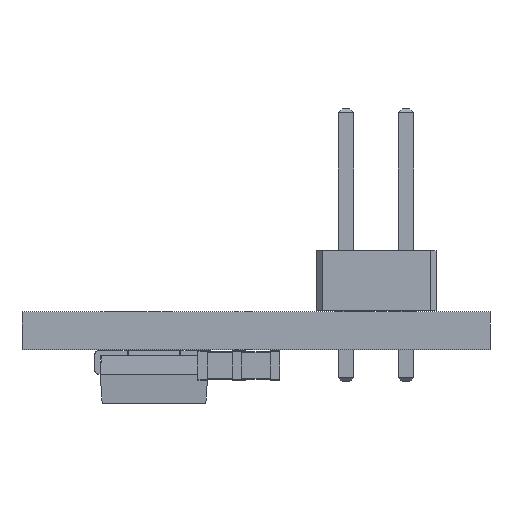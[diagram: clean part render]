
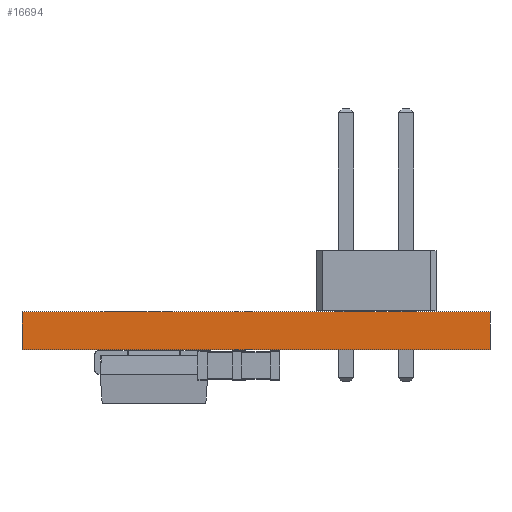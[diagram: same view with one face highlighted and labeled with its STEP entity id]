
A CAD part, front view. The second image highlights one B-rep face of the part: STEP entity #16694.
In plain terms, the highlighted planar face has unit normal (0, -1, 0).
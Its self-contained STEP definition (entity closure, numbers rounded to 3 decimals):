
#15620 = PLANE('',#15621);
#15621 = AXIS2_PLACEMENT_3D('',#15622,#15623,#15624);
#15622 = CARTESIAN_POINT('',(132.334,-101.346,0.));
#15623 = DIRECTION('',(-1.,0.,0.));
#15624 = DIRECTION('',(0.,1.,0.));
#15648 = PLANE('',#15649);
#15649 = AXIS2_PLACEMENT_3D('',#15650,#15651,#15652);
#15650 = CARTESIAN_POINT('',(142.24,-86.36,1.6));
#15651 = DIRECTION('',(-0.,-0.,-1.));
#15652 = DIRECTION('',(-1.,0.,0.));
#15676 = PLANE('',#15677);
#15677 = AXIS2_PLACEMENT_3D('',#15678,#15679,#15680);
#15678 = CARTESIAN_POINT('',(152.146,-71.374,0.));
#15679 = DIRECTION('',(1.,0.,-0.));
#15680 = DIRECTION('',(0.,-1.,0.));
#15702 = PLANE('',#15703);
#15703 = AXIS2_PLACEMENT_3D('',#15704,#15705,#15706);
#15704 = CARTESIAN_POINT('',(142.24,-86.36,0.));
#15705 = DIRECTION('',(-0.,-0.,-1.));
#15706 = DIRECTION('',(-1.,0.,0.));
#15717 = EDGE_CURVE('',#15718,#15720,#15722,.T.);
#15718 = VERTEX_POINT('',#15719);
#15719 = CARTESIAN_POINT('',(132.334,-101.346,0.));
#15720 = VERTEX_POINT('',#15721);
#15721 = CARTESIAN_POINT('',(132.334,-101.346,1.6));
#15722 = SURFACE_CURVE('',#15723,(#15727,#15734),.PCURVE_S1.);
#15723 = LINE('',#15724,#15725);
#15724 = CARTESIAN_POINT('',(132.334,-101.346,0.));
#15725 = VECTOR('',#15726,1.);
#15726 = DIRECTION('',(0.,0.,1.));
#15727 = PCURVE('',#15620,#15728);
#15728 = DEFINITIONAL_REPRESENTATION('',(#15729),#15733);
#15729 = LINE('',#15730,#15731);
#15730 = CARTESIAN_POINT('',(0.,0.));
#15731 = VECTOR('',#15732,1.);
#15732 = DIRECTION('',(0.,-1.));
#15733 = ( GEOMETRIC_REPRESENTATION_CONTEXT(2) 
PARAMETRIC_REPRESENTATION_CONTEXT() REPRESENTATION_CONTEXT('2D SPACE',''
  ) );
#15734 = PCURVE('',#15735,#15740);
#15735 = PLANE('',#15736);
#15736 = AXIS2_PLACEMENT_3D('',#15737,#15738,#15739);
#15737 = CARTESIAN_POINT('',(152.146,-101.346,0.));
#15738 = DIRECTION('',(0.,-1.,0.));
#15739 = DIRECTION('',(-1.,0.,0.));
#15740 = DEFINITIONAL_REPRESENTATION('',(#15741),#15745);
#15741 = LINE('',#15742,#15743);
#15742 = CARTESIAN_POINT('',(19.812,0.));
#15743 = VECTOR('',#15744,1.);
#15744 = DIRECTION('',(0.,-1.));
#15745 = ( GEOMETRIC_REPRESENTATION_CONTEXT(2) 
PARAMETRIC_REPRESENTATION_CONTEXT() REPRESENTATION_CONTEXT('2D SPACE',''
  ) );
#15795 = VERTEX_POINT('',#15796);
#15796 = CARTESIAN_POINT('',(152.146,-101.346,1.6));
#15817 = EDGE_CURVE('',#15818,#15795,#15820,.T.);
#15818 = VERTEX_POINT('',#15819);
#15819 = CARTESIAN_POINT('',(152.146,-101.346,0.));
#15820 = SURFACE_CURVE('',#15821,(#15825,#15832),.PCURVE_S1.);
#15821 = LINE('',#15822,#15823);
#15822 = CARTESIAN_POINT('',(152.146,-101.346,0.));
#15823 = VECTOR('',#15824,1.);
#15824 = DIRECTION('',(0.,0.,1.));
#15825 = PCURVE('',#15676,#15826);
#15826 = DEFINITIONAL_REPRESENTATION('',(#15827),#15831);
#15827 = LINE('',#15828,#15829);
#15828 = CARTESIAN_POINT('',(29.972,0.));
#15829 = VECTOR('',#15830,1.);
#15830 = DIRECTION('',(0.,-1.));
#15831 = ( GEOMETRIC_REPRESENTATION_CONTEXT(2) 
PARAMETRIC_REPRESENTATION_CONTEXT() REPRESENTATION_CONTEXT('2D SPACE',''
  ) );
#15832 = PCURVE('',#15735,#15833);
#15833 = DEFINITIONAL_REPRESENTATION('',(#15834),#15838);
#15834 = LINE('',#15835,#15836);
#15835 = CARTESIAN_POINT('',(0.,-0.));
#15836 = VECTOR('',#15837,1.);
#15837 = DIRECTION('',(0.,-1.));
#15838 = ( GEOMETRIC_REPRESENTATION_CONTEXT(2) 
PARAMETRIC_REPRESENTATION_CONTEXT() REPRESENTATION_CONTEXT('2D SPACE',''
  ) );
#15866 = EDGE_CURVE('',#15818,#15718,#15867,.T.);
#15867 = SURFACE_CURVE('',#15868,(#15872,#15879),.PCURVE_S1.);
#15868 = LINE('',#15869,#15870);
#15869 = CARTESIAN_POINT('',(152.146,-101.346,0.));
#15870 = VECTOR('',#15871,1.);
#15871 = DIRECTION('',(-1.,0.,0.));
#15872 = PCURVE('',#15702,#15873);
#15873 = DEFINITIONAL_REPRESENTATION('',(#15874),#15878);
#15874 = LINE('',#15875,#15876);
#15875 = CARTESIAN_POINT('',(-9.906,-14.986));
#15876 = VECTOR('',#15877,1.);
#15877 = DIRECTION('',(1.,0.));
#15878 = ( GEOMETRIC_REPRESENTATION_CONTEXT(2) 
PARAMETRIC_REPRESENTATION_CONTEXT() REPRESENTATION_CONTEXT('2D SPACE',''
  ) );
#15879 = PCURVE('',#15735,#15880);
#15880 = DEFINITIONAL_REPRESENTATION('',(#15881),#15885);
#15881 = LINE('',#15882,#15883);
#15882 = CARTESIAN_POINT('',(0.,-0.));
#15883 = VECTOR('',#15884,1.);
#15884 = DIRECTION('',(1.,0.));
#15885 = ( GEOMETRIC_REPRESENTATION_CONTEXT(2) 
PARAMETRIC_REPRESENTATION_CONTEXT() REPRESENTATION_CONTEXT('2D SPACE',''
  ) );
#16313 = EDGE_CURVE('',#15795,#15720,#16314,.T.);
#16314 = SURFACE_CURVE('',#16315,(#16319,#16326),.PCURVE_S1.);
#16315 = LINE('',#16316,#16317);
#16316 = CARTESIAN_POINT('',(152.146,-101.346,1.6));
#16317 = VECTOR('',#16318,1.);
#16318 = DIRECTION('',(-1.,0.,0.));
#16319 = PCURVE('',#15648,#16320);
#16320 = DEFINITIONAL_REPRESENTATION('',(#16321),#16325);
#16321 = LINE('',#16322,#16323);
#16322 = CARTESIAN_POINT('',(-9.906,-14.986));
#16323 = VECTOR('',#16324,1.);
#16324 = DIRECTION('',(1.,0.));
#16325 = ( GEOMETRIC_REPRESENTATION_CONTEXT(2) 
PARAMETRIC_REPRESENTATION_CONTEXT() REPRESENTATION_CONTEXT('2D SPACE',''
  ) );
#16326 = PCURVE('',#15735,#16327);
#16327 = DEFINITIONAL_REPRESENTATION('',(#16328),#16332);
#16328 = LINE('',#16329,#16330);
#16329 = CARTESIAN_POINT('',(0.,-1.6));
#16330 = VECTOR('',#16331,1.);
#16331 = DIRECTION('',(1.,0.));
#16332 = ( GEOMETRIC_REPRESENTATION_CONTEXT(2) 
PARAMETRIC_REPRESENTATION_CONTEXT() REPRESENTATION_CONTEXT('2D SPACE',''
  ) );
#16694 = ADVANCED_FACE('',(#16695),#15735,.T.);
#16695 = FACE_BOUND('',#16696,.T.);
#16696 = EDGE_LOOP('',(#16697,#16698,#16699,#16700));
#16697 = ORIENTED_EDGE('',*,*,#15817,.T.);
#16698 = ORIENTED_EDGE('',*,*,#16313,.T.);
#16699 = ORIENTED_EDGE('',*,*,#15717,.F.);
#16700 = ORIENTED_EDGE('',*,*,#15866,.F.);
